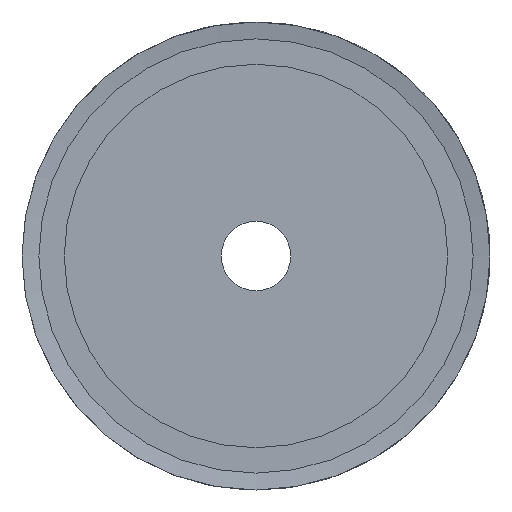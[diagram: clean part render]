
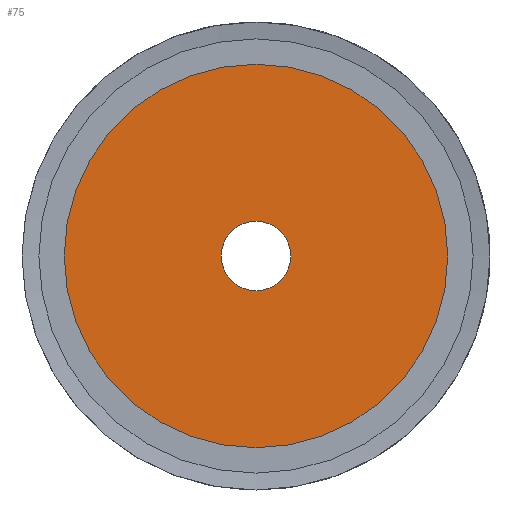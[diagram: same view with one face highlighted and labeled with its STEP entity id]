
A CAD part, left-side view. The second image highlights one B-rep face of the part: STEP entity #75.
In plain terms, the highlighted planar face has unit normal (-1, 0, 0).
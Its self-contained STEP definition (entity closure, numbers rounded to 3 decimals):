
#75 = ADVANCED_FACE( '', ( #409, #410 ), #411, .F. );
#409 = FACE_OUTER_BOUND( '', #1088, .T. );
#410 = FACE_BOUND( '', #1089, .T. );
#411 = PLANE( '', #1090 );
#1088 = EDGE_LOOP( '', ( #1767 ) );
#1089 = EDGE_LOOP( '', ( #1768 ) );
#1090 = AXIS2_PLACEMENT_3D( '', #1769, #1770, #1771 );
#1767 = ORIENTED_EDGE( '', *, *, #4454, .F. );
#1768 = ORIENTED_EDGE( '', *, *, #4455, .T. );
#1769 = CARTESIAN_POINT( '', ( 0., 0., 0. ) );
#1770 = DIRECTION( '', ( 1., 0., 0. ) );
#1771 = DIRECTION( '', ( 0., 1., 0. ) );
#4454 = EDGE_CURVE( '', #5298, #5298, #5299, .T. );
#4455 = EDGE_CURVE( '', #5300, #5300, #5301, .T. );
#5298 = VERTEX_POINT( '', #6666 );
#5299 = CIRCLE( '', #6667, 22.125 );
#5300 = VERTEX_POINT( '', #6668 );
#5301 = CIRCLE( '', #6669, 4. );
#6666 = CARTESIAN_POINT( '', ( 0., 22.125, 0. ) );
#6667 = AXIS2_PLACEMENT_3D( '', #8418, #8419, #8420 );
#6668 = CARTESIAN_POINT( '', ( 0., 0., -4. ) );
#6669 = AXIS2_PLACEMENT_3D( '', #8421, #8422, #8423 );
#8418 = CARTESIAN_POINT( '', ( 0., 0., 0. ) );
#8419 = DIRECTION( '', ( 1., 0., 0. ) );
#8420 = DIRECTION( '', ( 0., 1., 0. ) );
#8421 = CARTESIAN_POINT( '', ( 0., 0., 0. ) );
#8422 = DIRECTION( '', ( 1., 0., 0. ) );
#8423 = DIRECTION( '', ( 0., 0., -1. ) );
